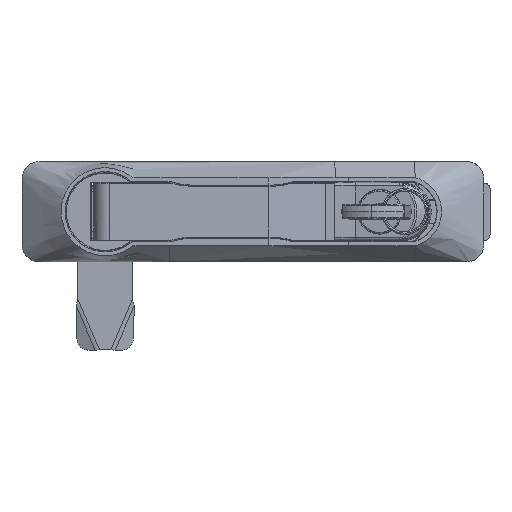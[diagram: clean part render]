
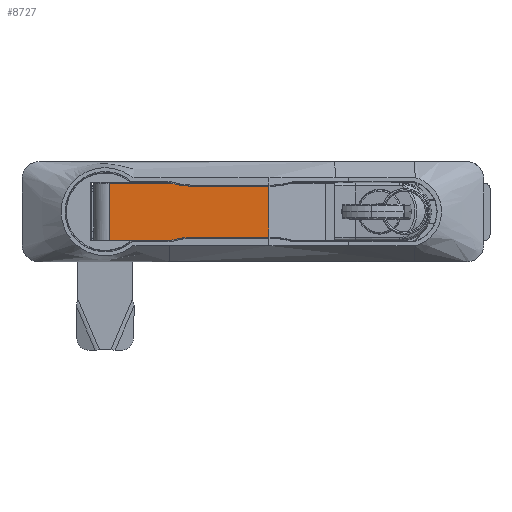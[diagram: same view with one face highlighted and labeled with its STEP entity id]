
A CAD part, top view. The second image highlights one B-rep face of the part: STEP entity #8727.
In plain terms, the highlighted planar face has unit normal (0, 0, 1).
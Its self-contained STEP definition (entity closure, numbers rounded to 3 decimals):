
#501 = CARTESIAN_POINT ( 'NONE',  ( 0.317, 10., 13.2 ) ) ;
#986 = VECTOR ( 'NONE', #24742, 1000. ) ;
#1471 = DIRECTION ( 'NONE',  ( -1., 0., 0. ) ) ;
#1476 = CARTESIAN_POINT ( 'NONE',  ( 55.944, 8.858, 13.2 ) ) ;
#3491 = CARTESIAN_POINT ( 'NONE',  ( 29.821, -38.061, 13.2 ) ) ;
#5101 = LINE ( 'NONE', #25632, #12511 ) ;
#5296 = CARTESIAN_POINT ( 'NONE',  ( 29.821, 38.061, 13.2 ) ) ;
#5396 = LINE ( 'NONE', #18704, #33943 ) ;
#5584 = CARTESIAN_POINT ( 'NONE',  ( 55.945, 0., 13.2 ) ) ;
#8197 = EDGE_CURVE ( 'NONE', #35368, #28036, #5396, .T. ) ;
#8280 = DIRECTION ( 'NONE',  ( -1., 0., 0. ) ) ;
#8727 = ADVANCED_FACE ( 'NONE', ( #39242 ), #29082, .F. ) ;
#10013 = VERTEX_POINT ( 'NONE', #39689 ) ;
#10881 = VERTEX_POINT ( 'NONE', #38045 ) ;
#11779 = ORIENTED_EDGE ( 'NONE', *, *, #38281, .F. ) ;
#12018 = VECTOR ( 'NONE', #26873, 1000. ) ;
#12112 = DIRECTION ( 'NONE',  ( 0., 0., -1. ) ) ;
#12511 = VECTOR ( 'NONE', #19061, 1000. ) ;
#13100 = LINE ( 'NONE', #32993, #12018 ) ;
#14910 = EDGE_CURVE ( 'NONE', #18452, #24914, #41497, .T. ) ;
#15185 = EDGE_LOOP ( 'NONE', ( #30090, #41197, #29377, #27242, #30670, #33972, #11779, #30203 ) ) ;
#15262 = CARTESIAN_POINT ( 'NONE',  ( 29.745, 8.858, 13.2 ) ) ;
#18382 = AXIS2_PLACEMENT_3D ( 'NONE', #3491, #44349, #33959 ) ;
#18452 = VERTEX_POINT ( 'NONE', #26706 ) ;
#18675 = VECTOR ( 'NONE', #8280, 1000. ) ;
#18704 = CARTESIAN_POINT ( 'NONE',  ( 83.729, 10., 13.2 ) ) ;
#19061 = DIRECTION ( 'NONE',  ( 0., -1., 0. ) ) ;
#19549 = LINE ( 'NONE', #5584, #36021 ) ;
#22215 = DIRECTION ( 'NONE',  ( 0., 0., -1. ) ) ;
#22231 = EDGE_CURVE ( 'NONE', #10881, #18452, #39244, .T. ) ;
#24391 = EDGE_CURVE ( 'NONE', #37546, #24914, #13100, .T. ) ;
#24742 = DIRECTION ( 'NONE',  ( 1., 0., 0. ) ) ;
#24914 = VERTEX_POINT ( 'NONE', #36995 ) ;
#25632 = CARTESIAN_POINT ( 'NONE',  ( 0.317, 0., 13.2 ) ) ;
#26706 = CARTESIAN_POINT ( 'NONE',  ( 29.745, -8.858, 13.2 ) ) ;
#26873 = DIRECTION ( 'NONE',  ( 1., 0., 0. ) ) ;
#26947 = DIRECTION ( 'NONE',  ( -1., 0., 0. ) ) ;
#27242 = ORIENTED_EDGE ( 'NONE', *, *, #14910, .F. ) ;
#28036 = VERTEX_POINT ( 'NONE', #501 ) ;
#28883 = AXIS2_PLACEMENT_3D ( 'NONE', #5296, #22215, #1471 ) ;
#29082 = PLANE ( 'NONE',  #32542 ) ;
#29377 = ORIENTED_EDGE ( 'NONE', *, *, #24391, .T. ) ;
#30090 = ORIENTED_EDGE ( 'NONE', *, *, #8197, .T. ) ;
#30203 = ORIENTED_EDGE ( 'NONE', *, *, #43664, .T. ) ;
#30670 = ORIENTED_EDGE ( 'NONE', *, *, #22231, .F. ) ;
#32423 = LINE ( 'NONE', #1476, #986 ) ;
#32472 = CARTESIAN_POINT ( 'NONE',  ( 0., 0., 13.2 ) ) ;
#32542 = AXIS2_PLACEMENT_3D ( 'NONE', #32472, #12112, #26947 ) ;
#32720 = EDGE_CURVE ( 'NONE', #28036, #37546, #5101, .T. ) ;
#32733 = CARTESIAN_POINT ( 'NONE',  ( 21.735, 10., 13.2 ) ) ;
#32993 = CARTESIAN_POINT ( 'NONE',  ( 83.729, -10., 13.2 ) ) ;
#33166 = DIRECTION ( 'NONE',  ( -1., 0., 0. ) ) ;
#33354 = DIRECTION ( 'NONE',  ( 0., 1., 0. ) ) ;
#33943 = VECTOR ( 'NONE', #33166, 1000. ) ;
#33959 = DIRECTION ( 'NONE',  ( -1., 0., 0. ) ) ;
#33972 = ORIENTED_EDGE ( 'NONE', *, *, #39873, .T. ) ;
#35368 = VERTEX_POINT ( 'NONE', #32733 ) ;
#36021 = VECTOR ( 'NONE', #33354, 1000. ) ;
#36995 = CARTESIAN_POINT ( 'NONE',  ( 21.735, -10., 13.2 ) ) ;
#37546 = VERTEX_POINT ( 'NONE', #43614 ) ;
#38045 = CARTESIAN_POINT ( 'NONE',  ( 55.945, -8.858, 13.2 ) ) ;
#38281 = EDGE_CURVE ( 'NONE', #40677, #10013, #32423, .T. ) ;
#39242 = FACE_OUTER_BOUND ( 'NONE', #15185, .T. ) ;
#39244 = LINE ( 'NONE', #41987, #18675 ) ;
#39689 = CARTESIAN_POINT ( 'NONE',  ( 55.945, 8.858, 13.2 ) ) ;
#39873 = EDGE_CURVE ( 'NONE', #10881, #10013, #19549, .T. ) ;
#40677 = VERTEX_POINT ( 'NONE', #15262 ) ;
#41197 = ORIENTED_EDGE ( 'NONE', *, *, #32720, .T. ) ;
#41497 = CIRCLE ( 'NONE', #18382, 29.203 ) ;
#41877 = CIRCLE ( 'NONE', #28883, 29.203 ) ;
#41987 = CARTESIAN_POINT ( 'NONE',  ( 29.744, -8.858, 13.2 ) ) ;
#43614 = CARTESIAN_POINT ( 'NONE',  ( 0.317, -10., 13.2 ) ) ;
#43664 = EDGE_CURVE ( 'NONE', #40677, #35368, #41877, .T. ) ;
#44349 = DIRECTION ( 'NONE',  ( 0., 0., 1. ) ) ;
